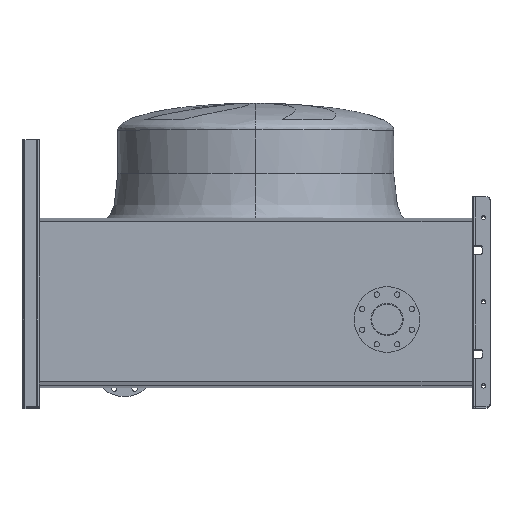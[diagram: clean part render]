
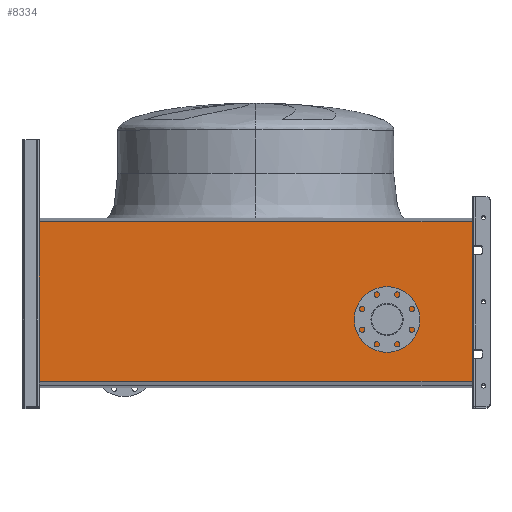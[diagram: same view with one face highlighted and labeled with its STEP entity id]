
A CAD part, top view. The second image highlights one B-rep face of the part: STEP entity #8334.
In plain terms, the highlighted planar face has unit normal (0, 0, 1).
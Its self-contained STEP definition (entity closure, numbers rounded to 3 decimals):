
#242 = VERTEX_POINT ( 'NONE', #11131 ) ;
#315 = ORIENTED_EDGE ( 'NONE', *, *, #11096, .F. ) ;
#405 = AXIS2_PLACEMENT_3D ( 'NONE', #1866, #6612, #14109 ) ;
#879 = VECTOR ( 'NONE', #13778, 1000. ) ;
#1368 = EDGE_CURVE ( 'NONE', #7620, #10572, #7169, .T. ) ;
#1477 = LINE ( 'NONE', #5033, #10721 ) ;
#1866 = CARTESIAN_POINT ( 'NONE',  ( 440., 220., 240. ) ) ;
#2347 = VECTOR ( 'NONE', #8455, 1000. ) ;
#2373 = LINE ( 'NONE', #8137, #3903 ) ;
#2793 = FACE_OUTER_BOUND ( 'NONE', #10325, .T. ) ;
#3004 = ORIENTED_EDGE ( 'NONE', *, *, #1368, .T. ) ;
#3112 = CARTESIAN_POINT ( 'NONE',  ( -725., 12.578, 240. ) ) ;
#3609 = ORIENTED_EDGE ( 'NONE', *, *, #5292, .T. ) ;
#3819 = ORIENTED_EDGE ( 'NONE', *, *, #6420, .T. ) ;
#3903 = VECTOR ( 'NONE', #11422, 1000. ) ;
#4030 = PLANE ( 'NONE',  #4407 ) ;
#4407 = AXIS2_PLACEMENT_3D ( 'NONE', #8472, #9574, #12928 ) ;
#4725 = VERTEX_POINT ( 'NONE', #13367 ) ;
#4807 = LINE ( 'NONE', #11456, #879 ) ;
#5033 = CARTESIAN_POINT ( 'NONE',  ( 725., 12.578, 240. ) ) ;
#5143 = CIRCLE ( 'NONE', #12132, 54. ) ;
#5292 = EDGE_CURVE ( 'NONE', #242, #14051, #4807, .T. ) ;
#5900 = CARTESIAN_POINT ( 'NONE',  ( 440., 274., 240. ) ) ;
#6420 = EDGE_CURVE ( 'NONE', #14302, #242, #2373, .T. ) ;
#6612 = DIRECTION ( 'NONE',  ( 0., 0., -1. ) ) ;
#6973 = CARTESIAN_POINT ( 'NONE',  ( 725., 547.422, 240. ) ) ;
#7169 = CIRCLE ( 'NONE', #405, 54. ) ;
#7620 = VERTEX_POINT ( 'NONE', #8471 ) ;
#8044 = ORIENTED_EDGE ( 'NONE', *, *, #10714, .T. ) ;
#8137 = CARTESIAN_POINT ( 'NONE',  ( 1334.262, 547.422, 240. ) ) ;
#8309 = CARTESIAN_POINT ( 'NONE',  ( 1334.262, 12.578, 240. ) ) ;
#8334 = ADVANCED_FACE ( 'NONE', ( #2793, #10748 ), #4030, .F. ) ;
#8455 = DIRECTION ( 'NONE',  ( -1., 0., 0. ) ) ;
#8471 = CARTESIAN_POINT ( 'NONE',  ( 440., 166., 240. ) ) ;
#8472 = CARTESIAN_POINT ( 'NONE',  ( 1334.262, 12.578, 240. ) ) ;
#8726 = ORIENTED_EDGE ( 'NONE', *, *, #9590, .F. ) ;
#8856 = EDGE_LOOP ( 'NONE', ( #8044, #3004 ) ) ;
#9194 = DIRECTION ( 'NONE',  ( 0., -1., 0. ) ) ;
#9351 = CARTESIAN_POINT ( 'NONE',  ( 440., 220., 240. ) ) ;
#9421 = DIRECTION ( 'NONE',  ( 0., 0., -1. ) ) ;
#9478 = LINE ( 'NONE', #8309, #2347 ) ;
#9574 = DIRECTION ( 'NONE',  ( 0., 0., -1. ) ) ;
#9590 = EDGE_CURVE ( 'NONE', #14302, #4725, #1477, .T. ) ;
#10325 = EDGE_LOOP ( 'NONE', ( #8726, #3819, #3609, #315 ) ) ;
#10572 = VERTEX_POINT ( 'NONE', #5900 ) ;
#10714 = EDGE_CURVE ( 'NONE', #10572, #7620, #5143, .T. ) ;
#10721 = VECTOR ( 'NONE', #9194, 1000. ) ;
#10748 = FACE_BOUND ( 'NONE', #8856, .T. ) ;
#11096 = EDGE_CURVE ( 'NONE', #4725, #14051, #9478, .T. ) ;
#11131 = CARTESIAN_POINT ( 'NONE',  ( -725., 547.422, 240. ) ) ;
#11422 = DIRECTION ( 'NONE',  ( -1., 0., 0. ) ) ;
#11456 = CARTESIAN_POINT ( 'NONE',  ( -725., 12.578, 240. ) ) ;
#12132 = AXIS2_PLACEMENT_3D ( 'NONE', #9351, #9421, #13869 ) ;
#12928 = DIRECTION ( 'NONE',  ( -1., 0., 0. ) ) ;
#13367 = CARTESIAN_POINT ( 'NONE',  ( 725., 12.578, 240. ) ) ;
#13778 = DIRECTION ( 'NONE',  ( 0., -1., 0. ) ) ;
#13869 = DIRECTION ( 'NONE',  ( -1., 0., 0. ) ) ;
#14051 = VERTEX_POINT ( 'NONE', #3112 ) ;
#14109 = DIRECTION ( 'NONE',  ( -1., 0., 0. ) ) ;
#14302 = VERTEX_POINT ( 'NONE', #6973 ) ;
